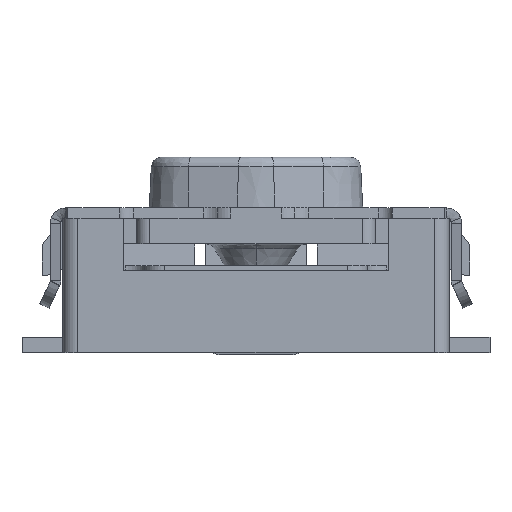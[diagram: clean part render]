
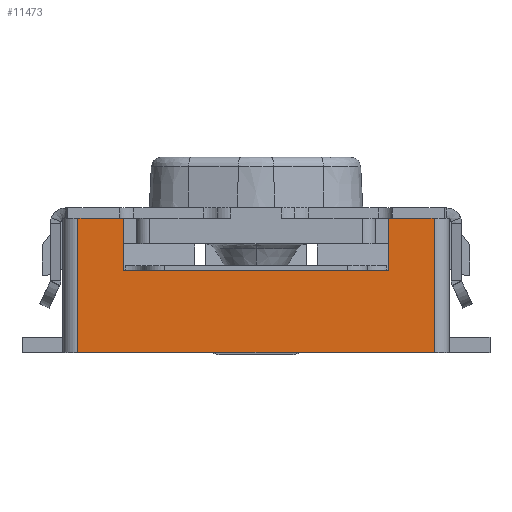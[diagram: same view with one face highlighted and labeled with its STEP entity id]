
A CAD part, top view. The second image highlights one B-rep face of the part: STEP entity #11473.
In plain terms, the highlighted planar face has unit normal (0, 0, 1).
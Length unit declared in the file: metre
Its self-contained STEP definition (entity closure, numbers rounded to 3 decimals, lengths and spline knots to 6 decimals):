
#14 = CARTESIAN_POINT ( 'NONE',  ( -0.0013, 0.0008, 0.0014 ) ) ;
#84 = CARTESIAN_POINT ( 'NONE',  ( 0.0013, 0.00132, 0.0014 ) ) ;
#391 = FACE_OUTER_BOUND ( 'NONE', #3723, .T. ) ;
#446 = VECTOR ( 'NONE', #12478, 1. ) ;
#792 = LINE ( 'NONE', #4900, #7634 ) ;
#812 = VERTEX_POINT ( 'NONE', #8713 ) ;
#1003 = EDGE_CURVE ( 'NONE', #11548, #7559, #5401, .T. ) ;
#1081 = ORIENTED_EDGE ( 'NONE', *, *, #9318, .T. ) ;
#1094 = EDGE_CURVE ( 'NONE', #13202, #11548, #13084, .T. ) ;
#1287 = CARTESIAN_POINT ( 'NONE',  ( -0.00175, 0., 0.0014 ) ) ;
#1316 = VECTOR ( 'NONE', #3759, 1. ) ;
#1475 = DIRECTION ( 'NONE',  ( -1., 0., 0. ) ) ;
#1481 = CARTESIAN_POINT ( 'NONE',  ( 0., 0., 0.0014 ) ) ;
#1980 = LINE ( 'NONE', #6079, #4936 ) ;
#2123 = VERTEX_POINT ( 'NONE', #14 ) ;
#2134 = ORIENTED_EDGE ( 'NONE', *, *, #6525, .T. ) ;
#2176 = VECTOR ( 'NONE', #10015, 1. ) ;
#2337 = DIRECTION ( 'NONE',  ( 0., 0., 1. ) ) ;
#2548 = ORIENTED_EDGE ( 'NONE', *, *, #9901, .T. ) ;
#2627 = LINE ( 'NONE', #9776, #12066 ) ;
#3350 = CARTESIAN_POINT ( 'NONE',  ( -0.0019, 0., 0.0014 ) ) ;
#3723 = EDGE_LOOP ( 'NONE', ( #5232, #4806, #8851, #2134, #2548, #1081, #12258, #7340 ) ) ;
#3759 = DIRECTION ( 'NONE',  ( 0., 1., 0. ) ) ;
#3866 = LINE ( 'NONE', #11082, #2176 ) ;
#4163 = DIRECTION ( 'NONE',  ( 0., -1., 0. ) ) ;
#4546 = EDGE_CURVE ( 'NONE', #6313, #13162, #1980, .T. ) ;
#4653 = DIRECTION ( 'NONE',  ( -1., 0., 0. ) ) ;
#4806 = ORIENTED_EDGE ( 'NONE', *, *, #4546, .T. ) ;
#4843 = VERTEX_POINT ( 'NONE', #84 ) ;
#4900 = CARTESIAN_POINT ( 'NONE',  ( 0.0013, 0., 0.0014 ) ) ;
#4936 = VECTOR ( 'NONE', #10209, 1. ) ;
#5232 = ORIENTED_EDGE ( 'NONE', *, *, #5907, .F. ) ;
#5389 = CARTESIAN_POINT ( 'NONE',  ( -0.0013, 0., 0.0014 ) ) ;
#5401 = LINE ( 'NONE', #1287, #446 ) ;
#5705 = CARTESIAN_POINT ( 'NONE',  ( -0.00175, 0.00132, 0.0014 ) ) ;
#5907 = EDGE_CURVE ( 'NONE', #6313, #7559, #9584, .T. ) ;
#6079 = CARTESIAN_POINT ( 'NONE',  ( 0.00175, 0., 0.0014 ) ) ;
#6313 = VERTEX_POINT ( 'NONE', #11657 ) ;
#6525 = EDGE_CURVE ( 'NONE', #4843, #812, #792, .T. ) ;
#6777 = CARTESIAN_POINT ( 'NONE',  ( -0.0013, 0.00132, 0.0014 ) ) ;
#6910 = CARTESIAN_POINT ( 'NONE',  ( 0.00175, 0.00132, 0.0014 ) ) ;
#7191 = VECTOR ( 'NONE', #11597, 1. ) ;
#7340 = ORIENTED_EDGE ( 'NONE', *, *, #1003, .T. ) ;
#7559 = VERTEX_POINT ( 'NONE', #11818 ) ;
#7593 = PLANE ( 'NONE',  #10529 ) ;
#7626 = VECTOR ( 'NONE', #4653, 1. ) ;
#7634 = VECTOR ( 'NONE', #4163, 1. ) ;
#8713 = CARTESIAN_POINT ( 'NONE',  ( 0.0013, 0.0008, 0.0014 ) ) ;
#8851 = ORIENTED_EDGE ( 'NONE', *, *, #11127, .T. ) ;
#9318 = EDGE_CURVE ( 'NONE', #2123, #13202, #12742, .T. ) ;
#9584 = LINE ( 'NONE', #1481, #7191 ) ;
#9776 = CARTESIAN_POINT ( 'NONE',  ( -0.0019, 0.00132, 0.0014 ) ) ;
#9901 = EDGE_CURVE ( 'NONE', #812, #2123, #3866, .T. ) ;
#10015 = DIRECTION ( 'NONE',  ( -1., 0., 0. ) ) ;
#10209 = DIRECTION ( 'NONE',  ( 0., 1., 0. ) ) ;
#10529 = AXIS2_PLACEMENT_3D ( 'NONE', #3350, #2337, #10700 ) ;
#10700 = DIRECTION ( 'NONE',  ( 1., 0., 0. ) ) ;
#11082 = CARTESIAN_POINT ( 'NONE',  ( -0.0019, 0.0008, 0.0014 ) ) ;
#11127 = EDGE_CURVE ( 'NONE', #13162, #4843, #2627, .T. ) ;
#11473 = ADVANCED_FACE ( 'NONE', ( #391 ), #7593, .T. ) ;
#11548 = VERTEX_POINT ( 'NONE', #5705 ) ;
#11597 = DIRECTION ( 'NONE',  ( -1., 0., 0. ) ) ;
#11657 = CARTESIAN_POINT ( 'NONE',  ( 0.00175, 0., 0.0014 ) ) ;
#11818 = CARTESIAN_POINT ( 'NONE',  ( -0.00175, 0., 0.0014 ) ) ;
#12066 = VECTOR ( 'NONE', #1475, 1. ) ;
#12258 = ORIENTED_EDGE ( 'NONE', *, *, #1094, .T. ) ;
#12478 = DIRECTION ( 'NONE',  ( 0., -1., 0. ) ) ;
#12742 = LINE ( 'NONE', #5389, #1316 ) ;
#13023 = CARTESIAN_POINT ( 'NONE',  ( -0.0019, 0.00132, 0.0014 ) ) ;
#13084 = LINE ( 'NONE', #13023, #7626 ) ;
#13162 = VERTEX_POINT ( 'NONE', #6910 ) ;
#13202 = VERTEX_POINT ( 'NONE', #6777 ) ;
